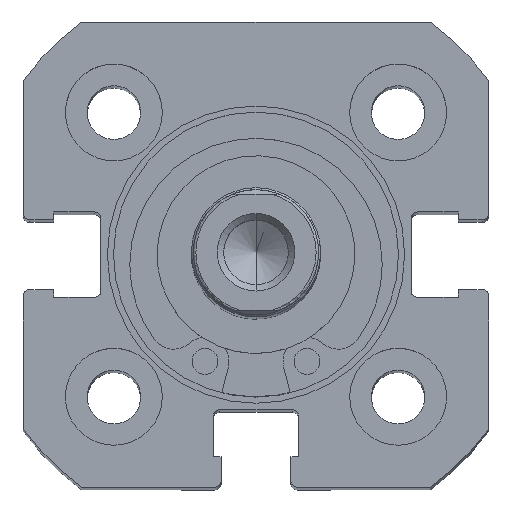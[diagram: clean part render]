
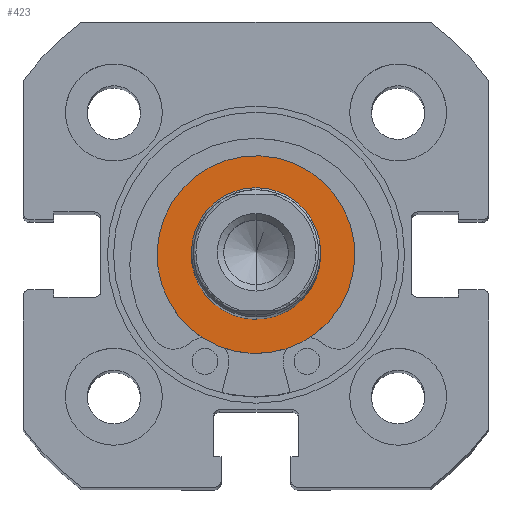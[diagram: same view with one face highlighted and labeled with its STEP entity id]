
A CAD part, top view. The second image highlights one B-rep face of the part: STEP entity #423.
In plain terms, the highlighted face is planar.
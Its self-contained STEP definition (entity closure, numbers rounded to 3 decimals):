
#1 = ORIENTED_EDGE ( 'NONE', *, *, #5411, .T. ) ;
#7 = ORIENTED_EDGE ( 'NONE', *, *, #5367, .F. ) ;
#12 = ORIENTED_EDGE ( 'NONE', *, *, #5417, .F. ) ;
#373 = FACE_BOUND ( 'NONE', #1516, .T. ) ;
#383 = FACE_OUTER_BOUND ( 'NONE', #1514, .T. ) ;
#423 = ADVANCED_FACE ( 'NONE', ( #373, #383 ), #4669, .F. ) ;
#1095 = CIRCLE ( 'NONE', #5979, 5. ) ;
#1157 = CIRCLE ( 'NONE', #6003, 7.65 ) ;
#1165 = CIRCLE ( 'NONE', #6009, 5. ) ;
#1175 = CIRCLE ( 'NONE', #6017, 7.65 ) ;
#1514 = EDGE_LOOP ( 'NONE', ( #1, #6170 ) ) ;
#1516 = EDGE_LOOP ( 'NONE', ( #12, #7 ) ) ;
#2372 = CARTESIAN_POINT ( 'NONE',  ( 0., 0., -7.65 ) ) ;
#2389 = CARTESIAN_POINT ( 'NONE',  ( 0., 0., 7.65 ) ) ;
#2390 = CARTESIAN_POINT ( 'NONE',  ( 0., 0., -5. ) ) ;
#2393 = CARTESIAN_POINT ( 'NONE',  ( 0., 0., 5. ) ) ;
#3252 = CARTESIAN_POINT ( 'NONE',  ( 0., 0., 0. ) ) ;
#3253 = DIRECTION ( 'NONE',  ( -1., 0., 0. ) ) ;
#3254 = DIRECTION ( 'NONE',  ( 0., 0., 1. ) ) ;
#3374 = CARTESIAN_POINT ( 'NONE',  ( 0., 0., 0. ) ) ;
#3375 = DIRECTION ( 'NONE',  ( -1., 0., 0. ) ) ;
#3376 = DIRECTION ( 'NONE',  ( 0., 0., 1. ) ) ;
#3389 = CARTESIAN_POINT ( 'NONE',  ( 0., 0., 0. ) ) ;
#3391 = DIRECTION ( 'NONE',  ( -1., 0., 0. ) ) ;
#3392 = DIRECTION ( 'NONE',  ( 0., 0., 1. ) ) ;
#3414 = CARTESIAN_POINT ( 'NONE',  ( 0., 0., 0. ) ) ;
#3421 = DIRECTION ( 'NONE',  ( -1., 0., 0. ) ) ;
#3422 = DIRECTION ( 'NONE',  ( 0., 0., 1. ) ) ;
#4330 = VERTEX_POINT ( 'NONE', #2372 ) ;
#4335 = VERTEX_POINT ( 'NONE', #2389 ) ;
#4336 = VERTEX_POINT ( 'NONE', #2390 ) ;
#4339 = VERTEX_POINT ( 'NONE', #2393 ) ;
#4666 = DIRECTION ( 'NONE',  ( 1., 0., 0. ) ) ;
#4667 = DIRECTION ( 'NONE',  ( 0., 0., -1. ) ) ;
#4669 = PLANE ( 'NONE',  #5706 ) ;
#4671 = CARTESIAN_POINT ( 'NONE',  ( 0., 7.65, 0. ) ) ;
#5367 = EDGE_CURVE ( 'NONE', #4336, #4339, #1095, .T. ) ;
#5411 = EDGE_CURVE ( 'NONE', #4335, #4330, #1157, .T. ) ;
#5417 = EDGE_CURVE ( 'NONE', #4339, #4336, #1165, .T. ) ;
#5427 = EDGE_CURVE ( 'NONE', #4330, #4335, #1175, .T. ) ;
#5706 = AXIS2_PLACEMENT_3D ( 'NONE', #4671, #4666, #4667 ) ;
#5979 = AXIS2_PLACEMENT_3D ( 'NONE', #3252, #3253, #3254 ) ;
#6003 = AXIS2_PLACEMENT_3D ( 'NONE', #3374, #3375, #3376 ) ;
#6009 = AXIS2_PLACEMENT_3D ( 'NONE', #3389, #3391, #3392 ) ;
#6017 = AXIS2_PLACEMENT_3D ( 'NONE', #3414, #3421, #3422 ) ;
#6170 = ORIENTED_EDGE ( 'NONE', *, *, #5427, .T. ) ;
